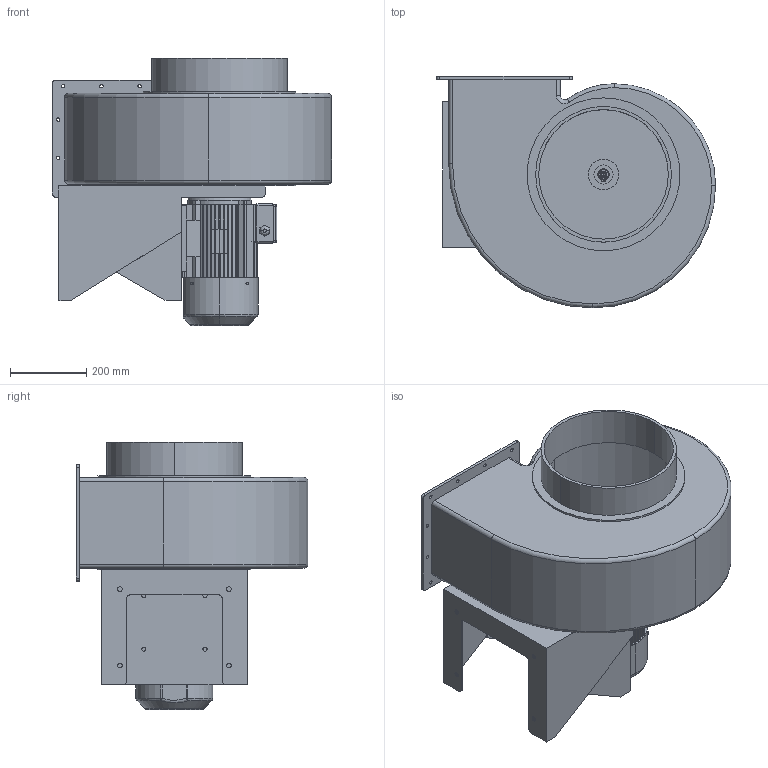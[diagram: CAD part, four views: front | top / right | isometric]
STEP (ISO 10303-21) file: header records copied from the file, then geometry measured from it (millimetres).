
FILE_DESCRIPTION (( 'STEP AP203' ), '1' );
FILE_NAME ('Assieme 350.STEP', '2022-03-28T14:48:54', ( '' ), ( '' ), 'SwSTEP 2.0', 'SolidWorks 2018', '' );
FILE_SCHEMA (( 'CONFIG_CONTROL_DESIGN' ));
Length unit declared in the file: millimetre
Products named in the file (4): Sedia 350; Chiocciola 350; Mot.gr.100.B3; Assieme 350
Assembly tree (3 placements, depth 2):
  Assieme 350
    Chiocciola 350
    Sedia 350
    Mot.gr.100.B3
Bounding box: 730 x 606 x 698.5 mm (x, y, z)
Volume: 22586125.9 mm3; surface area: 4182876.6 mm2
Topology: 15 solids, 15 shells, 560 faces, 1484 edges, 959 vertices
Faces by surface type: cylinder 263, plane 245, torus 20, bspline 18, cone 14
Entity records: 18679 total; most frequent: CARTESIAN_POINT 3920, DIRECTION 3127, ORIENTED_EDGE 2964, EDGE_CURVE 1482, AXIS2_PLACEMENT_3D 1134, VERTEX_POINT 959, VECTOR 859, LINE 859
